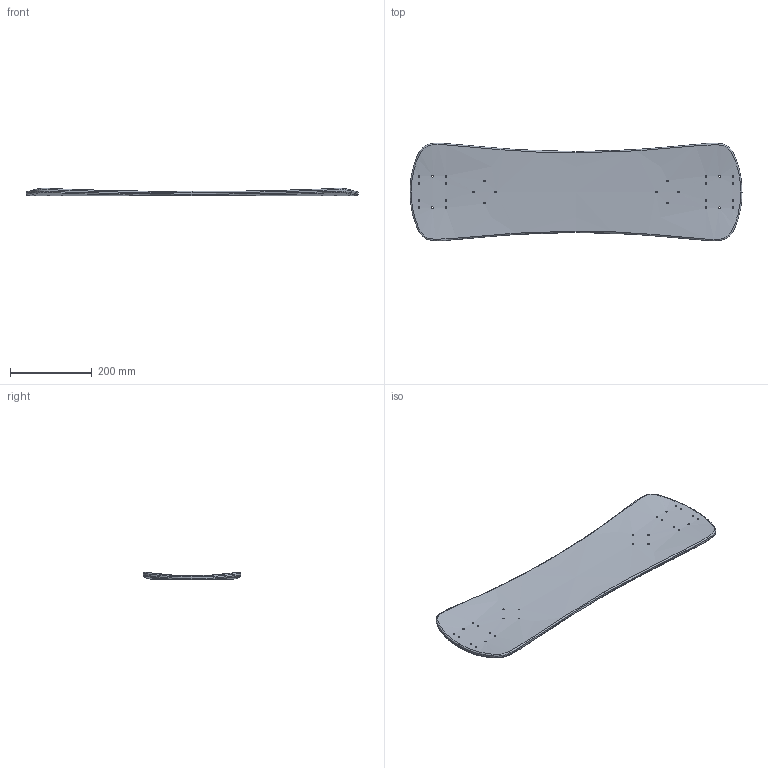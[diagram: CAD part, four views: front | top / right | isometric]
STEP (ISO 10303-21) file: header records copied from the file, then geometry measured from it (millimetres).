
FILE_DESCRIPTION(/* description */ (''),/* implementation_level */ '2;1');
FILE_NAME(/* name */ 'SBX deck.step',/* time_stamp */ '2022-04-07T21:48:38-04:00',/* author */ (''),/* organization */ (''),/* preprocessor_version */ 'ST-DEVELOPER v18.1',/* originating_system */ 'Autodesk Translation Framework v10.13.0.1454',/* authorisation */ '');
FILE_SCHEMA (('AUTOMOTIVE_DESIGN { 1 0 10303 214 3 1 1 }'));
Length unit declared in the file: millimetre
Products named in the file (2): SBX deck; Deck
Assembly tree (1 placements, depth 2):
  SBX deck
    Deck
Bounding box: 812.8 x 238.92 x 17.67 mm (x, y, z)
Volume: 1702240.8 mm3; surface area: 360296.9 mm2
Topology: 1 solids, 1 shells, 42 faces, 164 edges, 124 vertices
Faces by surface type: cylinder 28, bspline 14
Full cylindrical faces by diameter (mm): 4 x28
Entity records: 6888 total; most frequent: CARTESIAN_POINT 5602, ORIENTED_EDGE 328, EDGE_CURVE 164, B_SPLINE_CURVE_WITH_KNOTS 124, VERTEX_POINT 124, DIRECTION 110, EDGE_LOOP 98, FACE_BOUND 56
